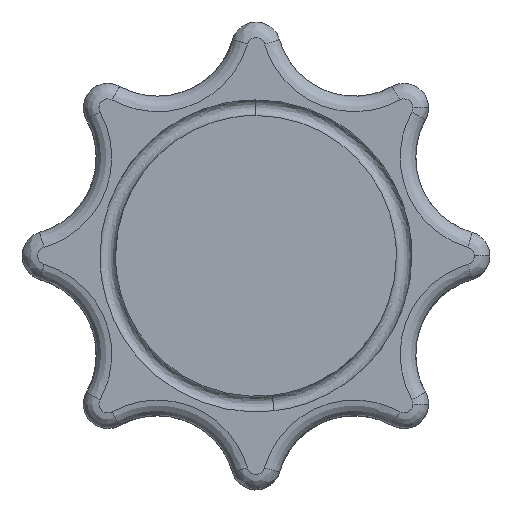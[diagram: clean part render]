
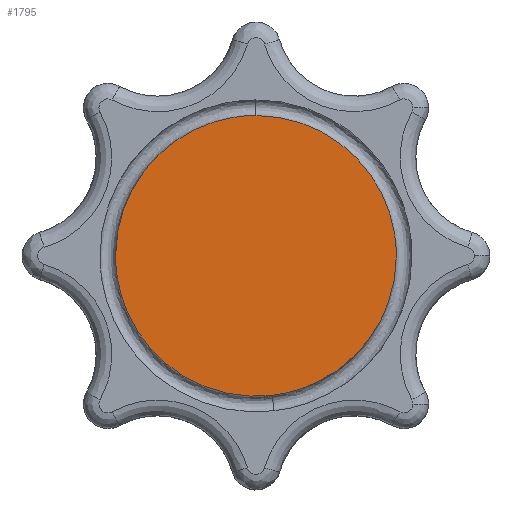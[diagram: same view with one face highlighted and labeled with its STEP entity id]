
A CAD part, top view. The second image highlights one B-rep face of the part: STEP entity #1795.
In plain terms, the highlighted free-form (B-spline) face has degree [1, 1] with [2, 2] control points.
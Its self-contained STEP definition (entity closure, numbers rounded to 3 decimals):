
#1076=CARTESIAN_POINT('',(1.039,-8.94,10.));
#1077=VERTEX_POINT('',#1076);
#1078=CARTESIAN_POINT('',(-9.0,0.0,10.0));
#1079=VERTEX_POINT('',#1078);
#1080=CARTESIAN_POINT('',(1.039,-8.94,10.));
#1081=CARTESIAN_POINT('',(0.521,-9.,10.));
#1082=CARTESIAN_POINT('',(0.,-9.,10.));
#1083=CARTESIAN_POINT('',(-9.,-9.,10.));
#1084=CARTESIAN_POINT('',(-9.0,0.0,10.0));
#1092=(BOUNDED_CURVE()B_SPLINE_CURVE(2,(#1080,#1081,#1082,#1083,#1084),.UNSPECIFIED.,.F.,.U.)B_SPLINE_CURVE_WITH_KNOTS((3,2,3),(0.73,0.75,1.0),.UNSPECIFIED.)CURVE()GEOMETRIC_REPRESENTATION_ITEM()RATIONAL_B_SPLINE_CURVE((0.957,0.977,1.0,0.707,1.0))REPRESENTATION_ITEM(''));
#1093=EDGE_CURVE('',#1077,#1079,#1092,.T.);
#1095=CARTESIAN_POINT('',(0.0,9.,10.));
#1096=VERTEX_POINT('',#1095);
#1097=CARTESIAN_POINT('',(-9.0,0.0,10.0));
#1098=CARTESIAN_POINT('',(-9.,9.,10.0));
#1099=CARTESIAN_POINT('',(0.0,9.,10.));
#1107=(BOUNDED_CURVE()B_SPLINE_CURVE(2,(#1097,#1098,#1099),.UNSPECIFIED.,.F.,.U.)B_SPLINE_CURVE_WITH_KNOTS((3,3),(0.0,0.25),.UNSPECIFIED.)CURVE()GEOMETRIC_REPRESENTATION_ITEM()RATIONAL_B_SPLINE_CURVE((1.0,0.707,1.0))REPRESENTATION_ITEM(''));
#1108=EDGE_CURVE('',#1079,#1096,#1107,.T.);
#1210=CARTESIAN_POINT('',(9.0,0.0,10.0));
#1211=VERTEX_POINT('',#1210);
#1212=CARTESIAN_POINT('',(9.0,0.0,10.0));
#1213=CARTESIAN_POINT('',(9.,-8.014,10.));
#1214=CARTESIAN_POINT('',(1.039,-8.94,10.));
#1222=(BOUNDED_CURVE()B_SPLINE_CURVE(2,(#1212,#1213,#1214),.UNSPECIFIED.,.F.,.U.)B_SPLINE_CURVE_WITH_KNOTS((3,3),(0.5,0.73),.UNSPECIFIED.)CURVE()GEOMETRIC_REPRESENTATION_ITEM()RATIONAL_B_SPLINE_CURVE((1.0,0.731,0.957))REPRESENTATION_ITEM(''));
#1223=EDGE_CURVE('',#1211,#1077,#1222,.T.);
#1255=CARTESIAN_POINT('',(0.0,9.,10.));
#1256=CARTESIAN_POINT('',(9.0,9.0,10.0));
#1257=CARTESIAN_POINT('',(9.0,0.0,10.0));
#1265=(BOUNDED_CURVE()B_SPLINE_CURVE(2,(#1255,#1256,#1257),.UNSPECIFIED.,.F.,.U.)B_SPLINE_CURVE_WITH_KNOTS((3,3),(0.25,0.5),.UNSPECIFIED.)CURVE()GEOMETRIC_REPRESENTATION_ITEM()RATIONAL_B_SPLINE_CURVE((1.0,0.707,1.0))REPRESENTATION_ITEM(''));
#1266=EDGE_CURVE('',#1096,#1211,#1265,.T.);
#1784=CARTESIAN_POINT('',(-9.899,-9.899,10.0));
#1785=CARTESIAN_POINT('',(9.899,-9.899,10.0));
#1786=CARTESIAN_POINT('',(-9.899,9.899,10.0));
#1787=CARTESIAN_POINT('',(9.899,9.899,10.0));
#1788=B_SPLINE_SURFACE_WITH_KNOTS('',1,1,((#1784,#1786),(#1785,#1787)),.UNSPECIFIED.,.F.,.F.,.U.,(2,2),(2,2),(0.0,19.798),(0.0,19.798),.UNSPECIFIED.);
#1789=ORIENTED_EDGE('',*,*,#1093,.F.);
#1790=ORIENTED_EDGE('',*,*,#1223,.F.);
#1791=ORIENTED_EDGE('',*,*,#1266,.F.);
#1792=ORIENTED_EDGE('',*,*,#1108,.F.);
#1793=EDGE_LOOP('',(#1789,#1790,#1791,#1792));
#1794=FACE_OUTER_BOUND('',#1793,.T.);
#1795=ADVANCED_FACE('',(#1794),#1788,.T.);
